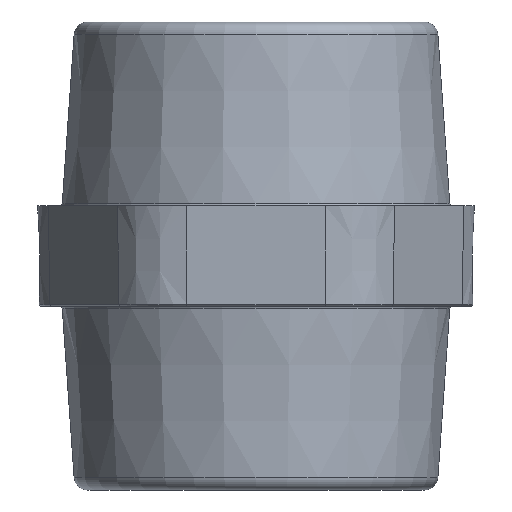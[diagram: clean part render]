
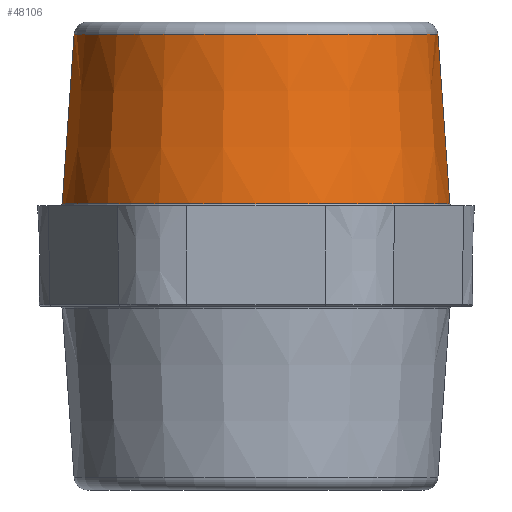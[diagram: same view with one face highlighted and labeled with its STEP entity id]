
A CAD part, front view. The second image highlights one B-rep face of the part: STEP entity #48106.
In plain terms, the highlighted conical face has half-angle 4 degrees and reference radius 28.094 mm.
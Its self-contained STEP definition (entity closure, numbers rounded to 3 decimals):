
#1948 = EDGE_CURVE ( 'NONE', #12802, #50957, #41739, .T. ) ;
#7210 = VERTEX_POINT ( 'NONE', #55255 ) ;
#8959 = AXIS2_PLACEMENT_3D ( 'NONE', #53017, #53340, #48693 ) ;
#10523 = CARTESIAN_POINT ( 'NONE',  ( 28.98, 0., 15.279 ) ) ;
#10816 = VERTEX_POINT ( 'NONE', #14761 ) ;
#11920 = ORIENTED_EDGE ( 'NONE', *, *, #1948, .F. ) ;
#12674 = DIRECTION ( 'NONE',  ( 1., 0., 0. ) ) ;
#12802 = VERTEX_POINT ( 'NONE', #42047 ) ;
#13712 = VECTOR ( 'NONE', #44798, 1000. ) ;
#14761 = CARTESIAN_POINT ( 'NONE',  ( -28.98, 0., 15.279 ) ) ;
#15446 = LINE ( 'NONE', #10523, #57922 ) ;
#19718 = ORIENTED_EDGE ( 'NONE', *, *, #26235, .F. ) ;
#22670 = CONICAL_SURFACE ( 'NONE', #8959, 28.094, 0.07 ) ;
#26235 = EDGE_CURVE ( 'NONE', #7210, #10816, #53338, .T. ) ;
#26825 = ORIENTED_EDGE ( 'NONE', *, *, #61885, .T. ) ;
#27564 = CARTESIAN_POINT ( 'NONE',  ( 0., 0., 15.279 ) ) ;
#27836 = CARTESIAN_POINT ( 'NONE',  ( 27.207, 0., 40.64 ) ) ;
#29760 = ORIENTED_EDGE ( 'NONE', *, *, #63396, .F. ) ;
#36558 = EDGE_LOOP ( 'NONE', ( #26825, #11920, #29760, #19718 ) ) ;
#37478 = AXIS2_PLACEMENT_3D ( 'NONE', #27564, #42439, #12674 ) ;
#40203 = CARTESIAN_POINT ( 'NONE',  ( -28.98, 0., 15.279 ) ) ;
#41739 = CIRCLE ( 'NONE', #64992, 27.207 ) ;
#42047 = CARTESIAN_POINT ( 'NONE',  ( -27.207, 0., 40.64 ) ) ;
#42439 = DIRECTION ( 'NONE',  ( 0., 0., -1. ) ) ;
#44798 = DIRECTION ( 'NONE',  ( 0.07, 0., 0.998 ) ) ;
#45549 = DIRECTION ( 'NONE',  ( -0.07, 0., 0.998 ) ) ;
#47567 = CARTESIAN_POINT ( 'NONE',  ( 0., 0., 40.64 ) ) ;
#48106 = ADVANCED_FACE ( 'NONE', ( #57998 ), #22670, .T. ) ;
#48693 = DIRECTION ( 'NONE',  ( 1., 0., 0. ) ) ;
#50957 = VERTEX_POINT ( 'NONE', #27836 ) ;
#51559 = DIRECTION ( 'NONE',  ( -1., 0., 0. ) ) ;
#53017 = CARTESIAN_POINT ( 'NONE',  ( 0., 0., 27.959 ) ) ;
#53338 = CIRCLE ( 'NONE', #37478, 28.98 ) ;
#53340 = DIRECTION ( 'NONE',  ( 0., 0., -1. ) ) ;
#55255 = CARTESIAN_POINT ( 'NONE',  ( 28.98, 0., 15.279 ) ) ;
#57922 = VECTOR ( 'NONE', #45549, 1000. ) ;
#57998 = FACE_OUTER_BOUND ( 'NONE', #36558, .T. ) ;
#59062 = LINE ( 'NONE', #40203, #13712 ) ;
#61806 = DIRECTION ( 'NONE',  ( 0., 0., 1. ) ) ;
#61885 = EDGE_CURVE ( 'NONE', #7210, #50957, #15446, .T. ) ;
#63396 = EDGE_CURVE ( 'NONE', #10816, #12802, #59062, .T. ) ;
#64992 = AXIS2_PLACEMENT_3D ( 'NONE', #47567, #61806, #51559 ) ;
